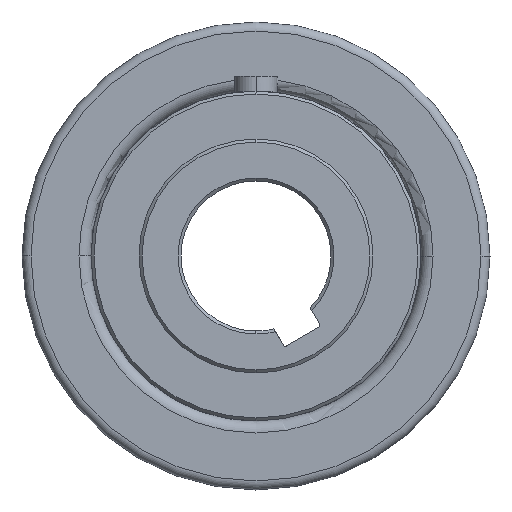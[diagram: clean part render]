
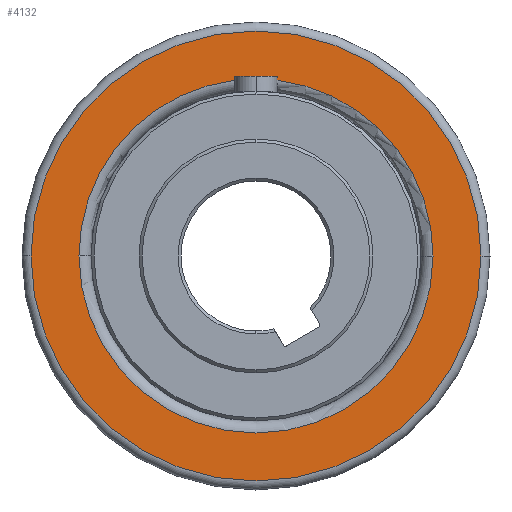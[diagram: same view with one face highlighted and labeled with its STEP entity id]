
A CAD part, left-side view. The second image highlights one B-rep face of the part: STEP entity #4132.
In plain terms, the highlighted planar face has unit normal (-1, 0, 0).
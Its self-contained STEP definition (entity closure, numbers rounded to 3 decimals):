
#4116 = ORIENTED_EDGE ( 'NONE', *, *, #4117, .F. ) ;
#4117 = EDGE_CURVE ( 'NONE', #4140, #15309, #23983, .T. ) ;
#4118 = ORIENTED_EDGE ( 'NONE', *, *, #4119, .T. ) ;
#4119 = EDGE_CURVE ( 'NONE', #4140, #4136, #24039, .T. ) ;
#4120 = EDGE_LOOP ( 'NONE', ( #4121, #4122 ) ) ;
#4121 = ORIENTED_EDGE ( 'NONE', *, *, #15358, .T. ) ;
#4122 = ORIENTED_EDGE ( 'NONE', *, *, #4123, .T. ) ;
#4123 = EDGE_CURVE ( 'NONE', #15348, #15359, #24035, .T. ) ;
#4132 = ADVANCED_FACE ( 'NONE', ( #24016, #24015 ), #24074, .T. ) ;
#4133 = EDGE_LOOP ( 'NONE', ( #4134, #4137, #4138, #4139, #4116, #4118 ) ) ;
#4134 = ORIENTED_EDGE ( 'NONE', *, *, #4135, .T. ) ;
#4135 = EDGE_CURVE ( 'NONE', #4136, #4153, #24060, .T. ) ;
#4136 = VERTEX_POINT ( 'NONE', #24056 ) ;
#4137 = ORIENTED_EDGE ( 'NONE', *, *, #4152, .F. ) ;
#4138 = ORIENTED_EDGE ( 'NONE', *, *, #15251, .F. ) ;
#4139 = ORIENTED_EDGE ( 'NONE', *, *, #15308, .F. ) ;
#4140 = VERTEX_POINT ( 'NONE', #24055 ) ;
#4152 = EDGE_CURVE ( 'NONE', #15252, #4153, #24103, .T. ) ;
#4153 = VERTEX_POINT ( 'NONE', #24097 ) ;
#15251 = EDGE_CURVE ( 'NONE', #15310, #15252, #19753, .T. ) ;
#15252 = VERTEX_POINT ( 'NONE', #19747 ) ;
#15308 = EDGE_CURVE ( 'NONE', #15309, #15310, #19890, .T. ) ;
#15309 = VERTEX_POINT ( 'NONE', #19886 ) ;
#15310 = VERTEX_POINT ( 'NONE', #19881 ) ;
#15348 = VERTEX_POINT ( 'NONE', #19974 ) ;
#15358 = EDGE_CURVE ( 'NONE', #15359, #15348, #19963, .T. ) ;
#15359 = VERTEX_POINT ( 'NONE', #20019 ) ;
#19747 = CARTESIAN_POINT ( 'NONE',  ( 10.5, -29.5, 0. ) ) ;
#19748 = DIRECTION ( 'NONE',  ( 0., -1., 0. ) ) ;
#19749 = DIRECTION ( 'NONE',  ( -1., 0., 0. ) ) ;
#19750 = CARTESIAN_POINT ( 'NONE',  ( 10.5, 0., 0. ) ) ;
#19751 = AXIS2_PLACEMENT_3D ( 'NONE', #19750, #19749, #19748 ) ;
#19753 = CIRCLE ( 'NONE', #19751, 29.5 ) ;
#19881 = CARTESIAN_POINT ( 'NONE',  ( 10.5, 29.5, 0. ) ) ;
#19882 = DIRECTION ( 'NONE',  ( 0., -1., 0. ) ) ;
#19883 = DIRECTION ( 'NONE',  ( -1., 0., 0. ) ) ;
#19884 = CARTESIAN_POINT ( 'NONE',  ( 10.5, 0., 0. ) ) ;
#19885 = AXIS2_PLACEMENT_3D ( 'NONE', #19884, #19883, #19882 ) ;
#19886 = CARTESIAN_POINT ( 'NONE',  ( 10.5, 3.5, 29.292 ) ) ;
#19890 = CIRCLE ( 'NONE', #19885, 29.5 ) ;
#19962 = AXIS2_PLACEMENT_3D ( 'NONE', #20022, #20021, #20020 ) ;
#19963 = CIRCLE ( 'NONE', #19962, 37.5 ) ;
#19974 = CARTESIAN_POINT ( 'NONE',  ( 10.5, 37.5, 0. ) ) ;
#20019 = CARTESIAN_POINT ( 'NONE',  ( 10.5, -37.5, 0. ) ) ;
#20020 = DIRECTION ( 'NONE',  ( 0., -1., 0. ) ) ;
#20021 = DIRECTION ( 'NONE',  ( -1., 0., 0. ) ) ;
#20022 = CARTESIAN_POINT ( 'NONE',  ( 10.5, 0., 0. ) ) ;
#23983 = LINE ( 'NONE', #23989, #24041 ) ;
#23989 = CARTESIAN_POINT ( 'NONE',  ( 10.5, 3.5, 0. ) ) ;
#24015 = FACE_OUTER_BOUND ( 'NONE', #4120, .T. ) ;
#24016 = FACE_BOUND ( 'NONE', #4133, .T. ) ;
#24031 = DIRECTION ( 'NONE',  ( 0., -1., 0. ) ) ;
#24032 = DIRECTION ( 'NONE',  ( -1., 0., 0. ) ) ;
#24033 = CARTESIAN_POINT ( 'NONE',  ( 10.5, 0., 0. ) ) ;
#24034 = AXIS2_PLACEMENT_3D ( 'NONE', #24033, #24032, #24031 ) ;
#24035 = CIRCLE ( 'NONE', #24034, 37.5 ) ;
#24036 = DIRECTION ( 'NONE',  ( 0., -1., 0. ) ) ;
#24037 = VECTOR ( 'NONE', #24036, 1000. ) ;
#24038 = CARTESIAN_POINT ( 'NONE',  ( 10.5, -3.5, 30. ) ) ;
#24039 = LINE ( 'NONE', #24038, #24037 ) ;
#24040 = DIRECTION ( 'NONE',  ( 0., 0., -1. ) ) ;
#24041 = VECTOR ( 'NONE', #24040, 1000. ) ;
#24055 = CARTESIAN_POINT ( 'NONE',  ( 10.5, 3.5, 30. ) ) ;
#24056 = CARTESIAN_POINT ( 'NONE',  ( 10.5, -3.5, 30. ) ) ;
#24057 = DIRECTION ( 'NONE',  ( 0., 0., -1. ) ) ;
#24058 = VECTOR ( 'NONE', #24057, 1000. ) ;
#24059 = CARTESIAN_POINT ( 'NONE',  ( 10.5, -3.5, 30. ) ) ;
#24060 = LINE ( 'NONE', #24059, #24058 ) ;
#24061 = DIRECTION ( 'NONE',  ( 0., -1., 0. ) ) ;
#24073 = AXIS2_PLACEMENT_3D ( 'NONE', #24076, #24075, #24061 ) ;
#24074 = PLANE ( 'NONE',  #24073 ) ;
#24075 = DIRECTION ( 'NONE',  ( -1., 0., 0. ) ) ;
#24076 = CARTESIAN_POINT ( 'NONE',  ( 10.5, -29.5, 0. ) ) ;
#24093 = DIRECTION ( 'NONE',  ( 0., -1., 0. ) ) ;
#24094 = DIRECTION ( 'NONE',  ( -1., 0., 0. ) ) ;
#24095 = CARTESIAN_POINT ( 'NONE',  ( 10.5, 0., 0. ) ) ;
#24096 = AXIS2_PLACEMENT_3D ( 'NONE', #24095, #24094, #24093 ) ;
#24097 = CARTESIAN_POINT ( 'NONE',  ( 10.5, -3.5, 29.292 ) ) ;
#24103 = CIRCLE ( 'NONE', #24096, 29.5 ) ;
